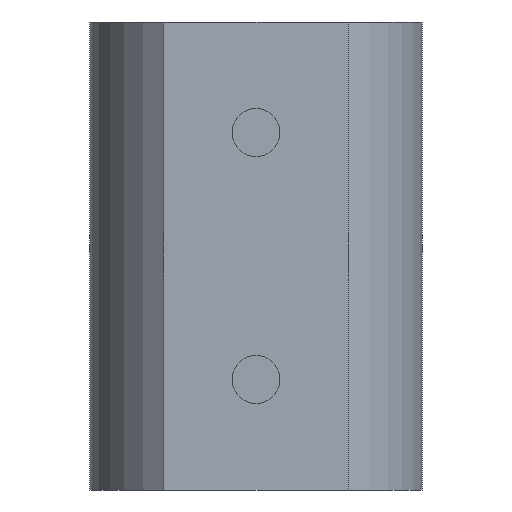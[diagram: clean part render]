
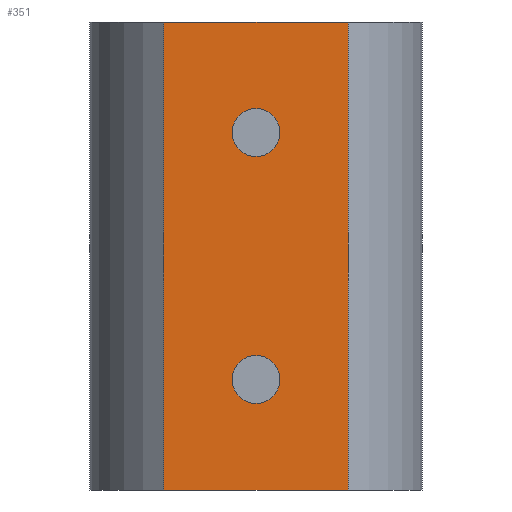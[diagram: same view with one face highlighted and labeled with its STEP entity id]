
A CAD part, left-side view. The second image highlights one B-rep face of the part: STEP entity #351.
In plain terms, the highlighted planar face has unit normal (-1, 0, 0).
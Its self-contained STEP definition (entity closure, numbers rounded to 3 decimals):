
#20=FACE_BOUND('',#80,.T.);
#21=FACE_BOUND('',#81,.T.);
#33=PLANE('',#402);
#53=FACE_OUTER_BOUND('',#79,.T.);
#79=EDGE_LOOP('',(#293,#294,#295,#296));
#80=EDGE_LOOP('',(#297));
#81=EDGE_LOOP('',(#298));
#109=LINE('',#595,#136);
#110=LINE('',#598,#137);
#111=LINE('',#600,#138);
#112=LINE('',#601,#139);
#136=VECTOR('',#495,10.);
#137=VECTOR('',#498,10.);
#138=VECTOR('',#499,10.);
#139=VECTOR('',#500,10.);
#143=CIRCLE('',#371,2.6);
#145=CIRCLE('',#375,2.6);
#161=VERTEX_POINT('',#518);
#163=VERTEX_POINT('',#525);
#185=VERTEX_POINT('',#591);
#186=VERTEX_POINT('',#593);
#187=VERTEX_POINT('',#597);
#188=VERTEX_POINT('',#599);
#191=EDGE_CURVE('',#161,#161,#143,.T.);
#194=EDGE_CURVE('',#163,#163,#145,.T.);
#227=EDGE_CURVE('',#185,#186,#109,.T.);
#228=EDGE_CURVE('',#187,#185,#110,.T.);
#229=EDGE_CURVE('',#188,#186,#111,.T.);
#230=EDGE_CURVE('',#187,#188,#112,.T.);
#293=ORIENTED_EDGE('',*,*,#228,.T.);
#294=ORIENTED_EDGE('',*,*,#227,.T.);
#295=ORIENTED_EDGE('',*,*,#229,.F.);
#296=ORIENTED_EDGE('',*,*,#230,.F.);
#297=ORIENTED_EDGE('',*,*,#191,.T.);
#298=ORIENTED_EDGE('',*,*,#194,.T.);
#351=ADVANCED_FACE('',(#53,#20,#21),#33,.T.);
#371=AXIS2_PLACEMENT_3D('',#519,#413,#414);
#375=AXIS2_PLACEMENT_3D('',#526,#422,#423);
#402=AXIS2_PLACEMENT_3D('',#596,#496,#497);
#413=DIRECTION('center_axis',(1.,0.,0.));
#414=DIRECTION('ref_axis',(0.,-1.,0.));
#422=DIRECTION('center_axis',(1.,0.,0.));
#423=DIRECTION('ref_axis',(0.,-1.,0.));
#495=DIRECTION('',(0.,0.,1.));
#496=DIRECTION('center_axis',(-1.,0.,0.));
#497=DIRECTION('ref_axis',(0.,-1.,0.));
#498=DIRECTION('',(0.,-1.,0.));
#499=DIRECTION('',(0.,-1.,0.));
#500=DIRECTION('',(0.,0.,1.));
#518=CARTESIAN_POINT('',(-35.,2.6,12.));
#519=CARTESIAN_POINT('Origin',(-35.,0.,12.));
#525=CARTESIAN_POINT('',(-35.,2.6,38.8));
#526=CARTESIAN_POINT('Origin',(-35.,0.,38.8));
#591=CARTESIAN_POINT('',(-35.,-10.,0.));
#593=CARTESIAN_POINT('',(-35.,-10.,50.8));
#595=CARTESIAN_POINT('',(-35.,-10.,0.));
#596=CARTESIAN_POINT('Origin',(-35.,10.,0.));
#597=CARTESIAN_POINT('',(-35.,10.,0.));
#598=CARTESIAN_POINT('',(-35.,10.,0.));
#599=CARTESIAN_POINT('',(-35.,10.,50.8));
#600=CARTESIAN_POINT('',(-35.,10.,50.8));
#601=CARTESIAN_POINT('',(-35.,10.,0.));
